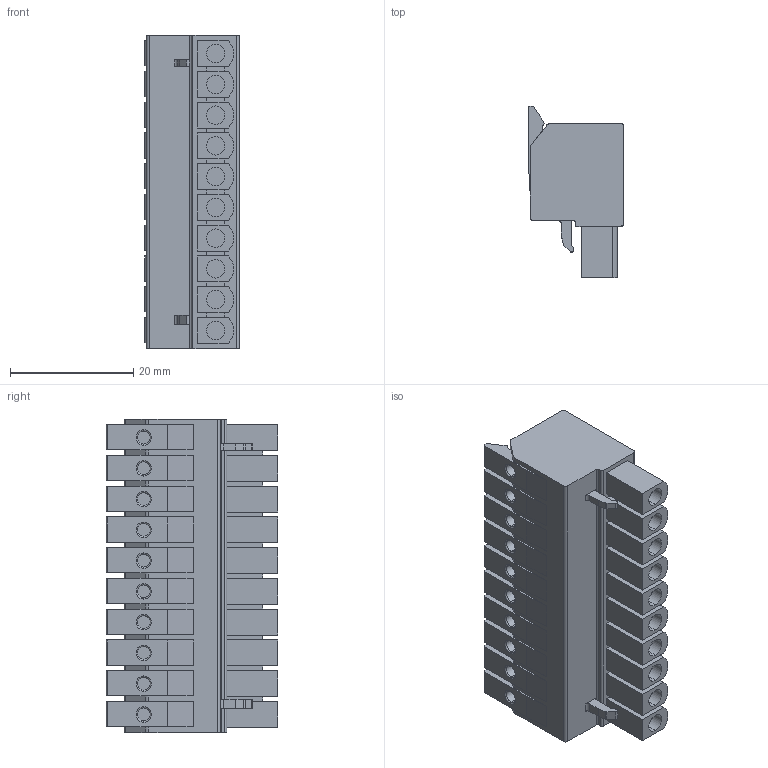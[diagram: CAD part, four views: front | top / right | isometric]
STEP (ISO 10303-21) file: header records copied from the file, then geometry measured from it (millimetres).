
FILE_DESCRIPTION((''),'2;1');
FILE_NAME('TLPS-219','2024-11-07T13:34:50',('tluser'),(''),'CREO PARAMETRIC BY PTC INC, 2018100','CREO PARAMETRIC BY PTC INC, 2018100','');
FILE_SCHEMA(('CONFIG_CONTROL_DESIGN'));
Length unit declared in the file: millimetre
Products named in the file (1): TLPS-219
Bounding box: 15.42 x 27.87 x 50.88 mm (x, y, z)
Volume: 13751.6 mm3; surface area: 6609.5 mm2
Topology: 1 solids, 1 shells, 563 faces, 1454 edges, 936 vertices
Faces by surface type: plane 272, cylinder 211, torus 80
Entity records: 17306 total; most frequent: CARTESIAN_POINT 3131, DIRECTION 3062, ORIENTED_EDGE 2908, EDGE_CURVE 1454, AXIS2_PLACEMENT_3D 1085, VERTEX_POINT 936, VECTOR 892, LINE 892
